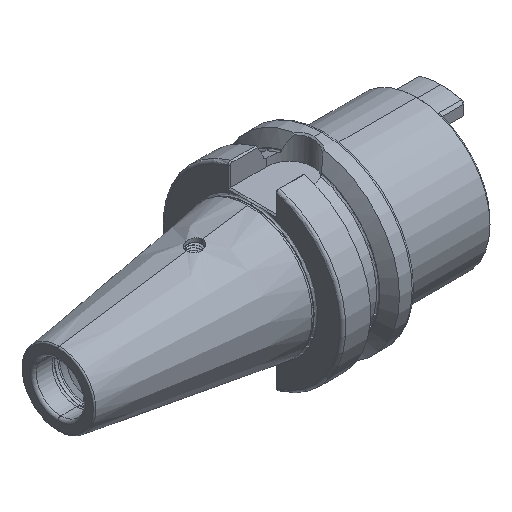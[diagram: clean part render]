
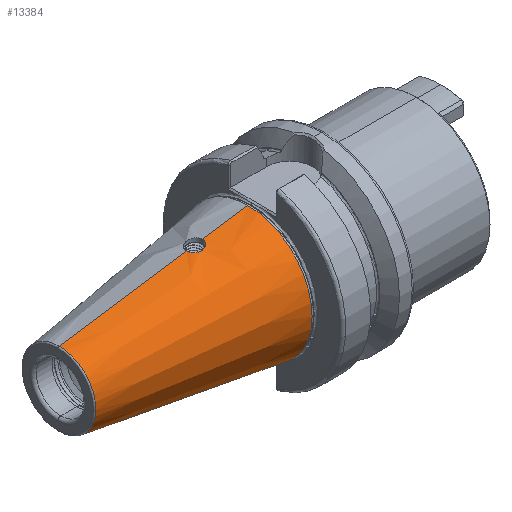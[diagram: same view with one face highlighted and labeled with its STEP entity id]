
A CAD part, isometric view. The second image highlights one B-rep face of the part: STEP entity #13384.
In plain terms, the highlighted conical face has half-angle 8.297 degrees and reference radius 22.298 mm.
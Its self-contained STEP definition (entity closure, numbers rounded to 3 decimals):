
#3379 = CARTESIAN_POINT ( 'NONE',  ( -66.972, 0., 12.75 ) ) ;
#3402 = CARTESIAN_POINT ( 'NONE',  ( -1.5, 0., 22.298 ) ) ;
#3408 = CARTESIAN_POINT ( 'NONE',  ( -66.972, 0., -12.75 ) ) ;
#6684 = CARTESIAN_POINT ( 'NONE',  ( -17.25, 0., 20.001 ) ) ;
#6703 = CARTESIAN_POINT ( 'NONE',  ( -22.75, 0., 19.199 ) ) ;
#7116 = CARTESIAN_POINT ( 'NONE',  ( -1.5, 0., -22.298 ) ) ;
#7543 = CARTESIAN_POINT ( 'NONE',  ( -1.5, 0., 0. ) ) ;
#7567 = DIRECTION ( 'NONE',  ( 1., 0., 0. ) ) ;
#7569 = DIRECTION ( 'NONE',  ( 0., 0., -1. ) ) ;
#10924 = CIRCLE ( 'NONE', #24735, 12.75 ) ;
#11435 = CARTESIAN_POINT ( 'NONE',  ( -66.972, 0., 0. ) ) ;
#11469 = DIRECTION ( 'NONE',  ( 0., 0., -1. ) ) ;
#11527 = DIRECTION ( 'NONE',  ( 1., 0., 0. ) ) ;
#12213 = B_SPLINE_CURVE_WITH_KNOTS ( 'NONE', 3,
 ( #18898, #18904, #18888, #18877, #18875, #18895, #18880, #18906, #18912, #18896, #18923, #18882, #18897, #18909, #18924, #18902, #18908, #18916, #18883, #18884, #18905, #18899, #18885, #18913, #18914, #18886, #18901, #18915, #18887, #18917, #18900, #18903 ),
 .UNSPECIFIED., .F., .F.,
 ( 4, 2, 2, 2, 2, 2, 2, 2, 2, 2, 2, 2, 2, 2, 2, 4 ),
 ( 0.015, 0.016, 0.016, 0.017, 0.017, 0.018, 0.018, 0.019, 0.019, 0.021, 0.021, 0.022, 0.022, 0.023, 0.023, 0.024 ),
 .UNSPECIFIED. ) ;
#13384 = ADVANCED_FACE ( 'NONE', ( #15986 ), #15973, .T. ) ;
#13951 = CARTESIAN_POINT ( 'NONE',  ( -1.5, 0., 0. ) ) ;
#13953 = DIRECTION ( 'NONE',  ( 1., 0., 0. ) ) ;
#13955 = DIRECTION ( 'NONE',  ( 0., 0., -1. ) ) ;
#14198 = DIRECTION ( 'NONE',  ( 0.99, 0., 0.144 ) ) ;
#14201 = CARTESIAN_POINT ( 'NONE',  ( -1.5, 0., 22.298 ) ) ;
#14202 = CARTESIAN_POINT ( 'NONE',  ( -1.5, 0., 22.298 ) ) ;
#14204 = DIRECTION ( 'NONE',  ( 0.99, 0., 0.144 ) ) ;
#14978 = ORIENTED_EDGE ( 'NONE', *, *, #20843, .T. ) ;
#14993 = ORIENTED_EDGE ( 'NONE', *, *, #20904, .F. ) ;
#15014 = ORIENTED_EDGE ( 'NONE', *, *, #21314, .F. ) ;
#15021 = ORIENTED_EDGE ( 'NONE', *, *, #21008, .T. ) ;
#15024 = ORIENTED_EDGE ( 'NONE', *, *, #20955, .F. ) ;
#15217 = ORIENTED_EDGE ( 'NONE', *, *, #20905, .F. ) ;
#15502 = VECTOR ( 'NONE', #34242, 1000. ) ;
#15510 = LINE ( 'NONE', #34213, #15502 ) ;
#15570 = VECTOR ( 'NONE', #14198, 1000. ) ;
#15575 = LINE ( 'NONE', #14201, #15570 ) ;
#15580 = LINE ( 'NONE', #14202, #15582 ) ;
#15582 = VECTOR ( 'NONE', #14204, 1000. ) ;
#15646 = VERTEX_POINT ( 'NONE', #3408 ) ;
#15658 = VERTEX_POINT ( 'NONE', #3379 ) ;
#15664 = VERTEX_POINT ( 'NONE', #3402 ) ;
#15973 = CONICAL_SURFACE ( 'NONE', #33802, 22.298, 0.145 ) ;
#15986 = FACE_OUTER_BOUND ( 'NONE', #28852, .T. ) ;
#16026 = CIRCLE ( 'NONE', #24726, 22.298 ) ;
#18875 = CARTESIAN_POINT ( 'NONE',  ( -22.608, -0.892, 19.2 ) ) ;
#18877 = CARTESIAN_POINT ( 'NONE',  ( -22.661, -0.718, 19.199 ) ) ;
#18880 = CARTESIAN_POINT ( 'NONE',  ( -22.382, -1.386, 19.203 ) ) ;
#18882 = CARTESIAN_POINT ( 'NONE',  ( -21.362, -2.396, 19.253 ) ) ;
#18883 = CARTESIAN_POINT ( 'NONE',  ( -19.264, -2.673, 19.526 ) ) ;
#18884 = CARTESIAN_POINT ( 'NONE',  ( -18.773, -2.468, 19.625 ) ) ;
#18885 = CARTESIAN_POINT ( 'NONE',  ( -18.181, -2.07, 19.757 ) ) ;
#18886 = CARTESIAN_POINT ( 'NONE',  ( -17.615, -1.381, 19.901 ) ) ;
#18887 = CARTESIAN_POINT ( 'NONE',  ( -17.339, -0.715, 19.976 ) ) ;
#18888 = CARTESIAN_POINT ( 'NONE',  ( -22.732, -0.36, 19.199 ) ) ;
#18895 = CARTESIAN_POINT ( 'NONE',  ( -22.469, -1.225, 19.202 ) ) ;
#18896 = CARTESIAN_POINT ( 'NONE',  ( -21.803, -2.084, 19.225 ) ) ;
#18897 = CARTESIAN_POINT ( 'NONE',  ( -21.199, -2.481, 19.266 ) ) ;
#18898 = CARTESIAN_POINT ( 'NONE',  ( -22.75, 0., 19.199 ) ) ;
#18899 = CARTESIAN_POINT ( 'NONE',  ( -18.318, -2.183, 19.725 ) ) ;
#18900 = CARTESIAN_POINT ( 'NONE',  ( -17.25, -0.183, 20.001 ) ) ;
#18901 = CARTESIAN_POINT ( 'NONE',  ( -17.531, -1.224, 19.923 ) ) ;
#18902 = CARTESIAN_POINT ( 'NONE',  ( -20.339, -2.735, 19.358 ) ) ;
#18903 = CARTESIAN_POINT ( 'NONE',  ( -17.25, 0., 20.001 ) ) ;
#18904 = CARTESIAN_POINT ( 'NONE',  ( -22.75, -0.18, 19.199 ) ) ;
#18905 = CARTESIAN_POINT ( 'NONE',  ( -18.615, -2.382, 19.658 ) ) ;
#18906 = CARTESIAN_POINT ( 'NONE',  ( -22.179, -1.688, 19.209 ) ) ;
#18908 = CARTESIAN_POINT ( 'NONE',  ( -20.158, -2.751, 19.383 ) ) ;
#18909 = CARTESIAN_POINT ( 'NONE',  ( -20.865, -2.617, 19.297 ) ) ;
#18912 = CARTESIAN_POINT ( 'NONE',  ( -22.063, -1.828, 19.213 ) ) ;
#18913 = CARTESIAN_POINT ( 'NONE',  ( -17.93, -1.819, 19.819 ) ) ;
#18914 = CARTESIAN_POINT ( 'NONE',  ( -17.814, -1.678, 19.849 ) ) ;
#18915 = CARTESIAN_POINT ( 'NONE',  ( -17.392, -0.891, 19.961 ) ) ;
#18916 = CARTESIAN_POINT ( 'NONE',  ( -19.622, -2.747, 19.462 ) ) ;
#18917 = CARTESIAN_POINT ( 'NONE',  ( -17.268, -0.362, 19.996 ) ) ;
#18923 = CARTESIAN_POINT ( 'NONE',  ( -21.663, -2.198, 19.233 ) ) ;
#18924 = CARTESIAN_POINT ( 'NONE',  ( -20.693, -2.667, 19.316 ) ) ;
#20843 = EDGE_CURVE ( 'NONE', #15646, #29096, #15510, .T. ) ;
#20904 = EDGE_CURVE ( 'NONE', #15658, #29608, #15575, .T. ) ;
#20905 = EDGE_CURVE ( 'NONE', #29634, #15664, #15580, .T. ) ;
#20955 = EDGE_CURVE ( 'NONE', #15664, #29096, #16026, .T. ) ;
#21008 = EDGE_CURVE ( 'NONE', #15658, #15646, #10924, .T. ) ;
#21314 = EDGE_CURVE ( 'NONE', #29608, #29634, #12213, .T. ) ;
#24726 = AXIS2_PLACEMENT_3D ( 'NONE', #13951, #13953, #13955 ) ;
#24735 = AXIS2_PLACEMENT_3D ( 'NONE', #11435, #11527, #11469 ) ;
#28852 = EDGE_LOOP ( 'NONE', ( #14993, #15021, #14978, #15024, #15217, #15014 ) ) ;
#29096 = VERTEX_POINT ( 'NONE', #7116 ) ;
#29608 = VERTEX_POINT ( 'NONE', #6703 ) ;
#29634 = VERTEX_POINT ( 'NONE', #6684 ) ;
#33802 = AXIS2_PLACEMENT_3D ( 'NONE', #7543, #7567, #7569 ) ;
#34213 = CARTESIAN_POINT ( 'NONE',  ( -1.5, 0., -22.298 ) ) ;
#34242 = DIRECTION ( 'NONE',  ( 0.99, 0., -0.144 ) ) ;
